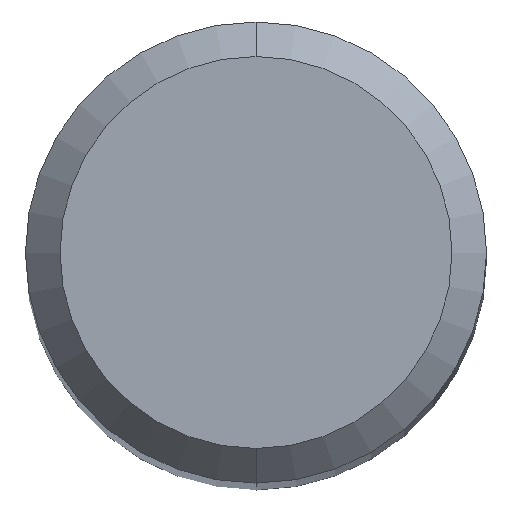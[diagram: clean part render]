
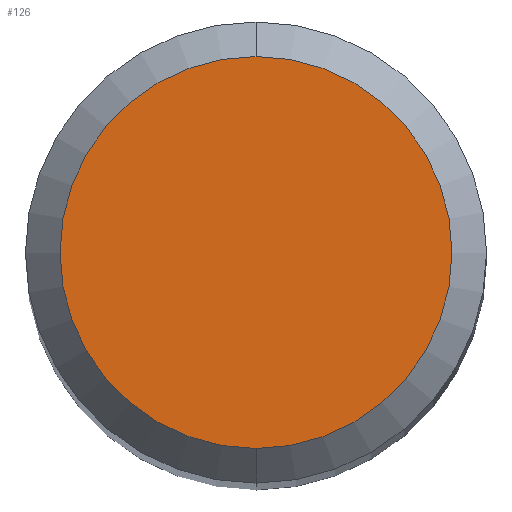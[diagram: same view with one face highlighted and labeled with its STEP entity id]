
A CAD part, top view. The second image highlights one B-rep face of the part: STEP entity #126.
In plain terms, the highlighted planar face has unit normal (0, 0, 1).
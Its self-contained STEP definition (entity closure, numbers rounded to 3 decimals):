
#102=EDGE_CURVE('',#188,#190,#244,.T.);
#126=ADVANCED_FACE('',(#274),#275,.T.);
#154=EDGE_CURVE('',#190,#188,#308,.T.);
#188=VERTEX_POINT('',#344);
#190=VERTEX_POINT('',#346);
#244=CIRCLE('',#399,1.7);
#274=FACE_OUTER_BOUND('',#434,.T.);
#275=PLANE('',#435);
#308=CIRCLE('',#476,1.7);
#344=CARTESIAN_POINT('',(0.,-1.7,0.0));
#346=CARTESIAN_POINT('',(0.0,1.7,0.0));
#399=AXIS2_PLACEMENT_3D('',#569,#570,#571);
#434=EDGE_LOOP('',(#629,#630));
#435=AXIS2_PLACEMENT_3D('',#631,#632,#633);
#476=AXIS2_PLACEMENT_3D('',#677,#678,#679);
#569=CARTESIAN_POINT('',(0.0,0.0,0.0));
#570=DIRECTION('',(0.0,0.0,-1.0));
#571=DIRECTION('',(0.0,1.0,0.0));
#629=ORIENTED_EDGE('',*,*,#154,.F.);
#630=ORIENTED_EDGE('',*,*,#102,.F.);
#631=CARTESIAN_POINT('',(0.0,0.85,0.0));
#632=DIRECTION('',(-0.0,0.0,1.0));
#633=DIRECTION('',(0.0,-1.0,0.0));
#677=CARTESIAN_POINT('',(0.0,0.0,0.0));
#678=DIRECTION('',(0.0,0.0,-1.0));
#679=DIRECTION('',(0.0,1.0,0.0));
